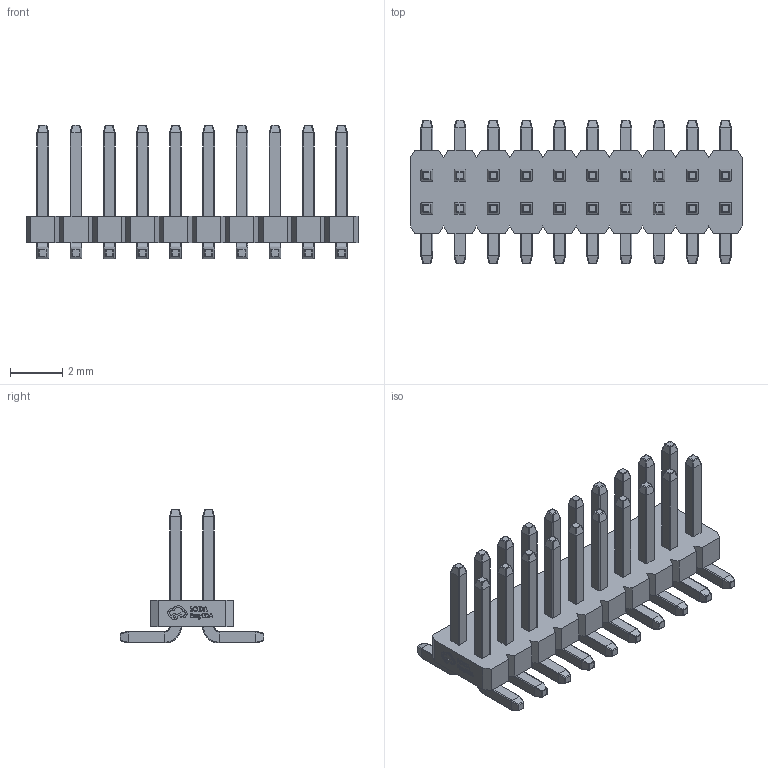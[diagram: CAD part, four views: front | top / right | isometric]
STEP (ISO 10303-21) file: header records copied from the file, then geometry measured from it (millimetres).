
FILE_DESCRIPTION (( 'STEP AP214' ), '1' );
FILE_NAME ('HDR1.27-M-LS-2X10P.step', '2022-07-02T13:18:59', ( '' ), ( '' ), 'SwSTEP 2.0', 'SolidWorks 2020', '' );
FILE_SCHEMA (( 'AUTOMOTIVE_DESIGN' ));
Length unit declared in the file: millimetre
Products named in the file (1): HDR1.27-M-LS-2X10P
Bounding box: 12.71 x 5.5 x 5.12 mm (x, y, z)
Volume: 62.4 mm3; surface area: 313 mm2
Topology: 1 solids, 1 shells, 1507 faces, 3757 edges, 2238 vertices
Faces by surface type: plane 595, cylinder 400, bspline 352, sphere 160
Entity records: 69721 total; most frequent: CARTESIAN_POINT 21847, ORIENTED_EDGE 7354, DIRECTION 5521, EDGE_CURVE 3677, VERTEX_POINT 2238, VECTOR 1929, LINE 1929, AXIS2_PLACEMENT_3D 1796
